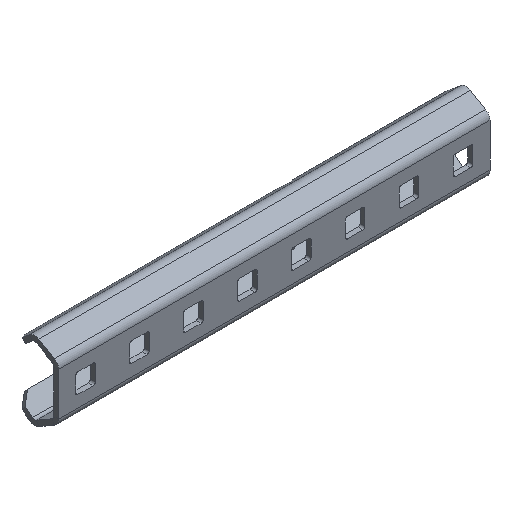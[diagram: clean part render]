
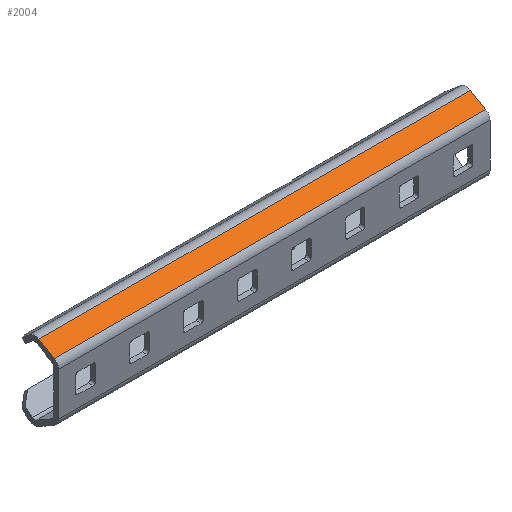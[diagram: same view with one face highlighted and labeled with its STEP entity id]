
A CAD part, isometric view. The second image highlights one B-rep face of the part: STEP entity #2004.
In plain terms, the highlighted planar face has unit normal (0, -0.5, 0.866).
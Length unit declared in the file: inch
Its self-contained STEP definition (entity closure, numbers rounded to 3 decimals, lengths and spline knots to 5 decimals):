
#78=FACE_OUTER_BOUND('',#180,.T.);
#180=EDGE_LOOP('',(#1294,#1295,#1296,#1297));
#390=LINE('',#2928,#594);
#403=LINE('',#2961,#607);
#404=LINE('',#2964,#608);
#405=LINE('',#2965,#609);
#594=VECTOR('',#2334,0.3937);
#607=VECTOR('',#2361,12.);
#608=VECTOR('',#2364,0.16612);
#609=VECTOR('',#2365,12.);
#803=VERTEX_POINT('',#2925);
#804=VERTEX_POINT('',#2927);
#817=VERTEX_POINT('',#2959);
#818=VERTEX_POINT('',#2963);
#987=EDGE_CURVE('',#803,#804,#390,.T.);
#1004=EDGE_CURVE('',#817,#803,#403,.T.);
#1005=EDGE_CURVE('',#818,#817,#404,.T.);
#1006=EDGE_CURVE('',#804,#818,#405,.T.);
#1294=ORIENTED_EDGE('',*,*,#987,.F.);
#1295=ORIENTED_EDGE('',*,*,#1004,.F.);
#1296=ORIENTED_EDGE('',*,*,#1005,.F.);
#1297=ORIENTED_EDGE('',*,*,#1006,.F.);
#1829=PLANE('',#2135);
#2004=ADVANCED_FACE('',(#78),#1829,.F.);
#2135=AXIS2_PLACEMENT_3D('',#2962,#2362,#2363);
#2334=DIRECTION('',(0.,-0.866,-0.5));
#2361=DIRECTION('',(1.,0.,0.));
#2362=DIRECTION('center_axis',(0.,0.5,-0.866));
#2363=DIRECTION('ref_axis',(-1.,0.,0.));
#2364=DIRECTION('',(0.,0.866,0.5));
#2365=DIRECTION('',(-1.,0.,0.));
#2925=CARTESIAN_POINT('',(1.00702,0.18286,-0.47179));
#2927=CARTESIAN_POINT('',(1.00702,0.039,-0.55485));
#2928=CARTESIAN_POINT('',(1.00702,0.04239,-0.55289));
#2959=CARTESIAN_POINT('',(-2.99298,0.18286,-0.47179));
#2961=CARTESIAN_POINT('',(-2.99298,0.18286,-0.47179));
#2962=CARTESIAN_POINT('Origin',(9.00702,0.023,-0.56408));
#2963=CARTESIAN_POINT('',(-2.99298,0.039,-0.55485));
#2964=CARTESIAN_POINT('',(-2.99298,0.039,-0.55485));
#2965=CARTESIAN_POINT('',(9.00702,0.039,-0.55485));
